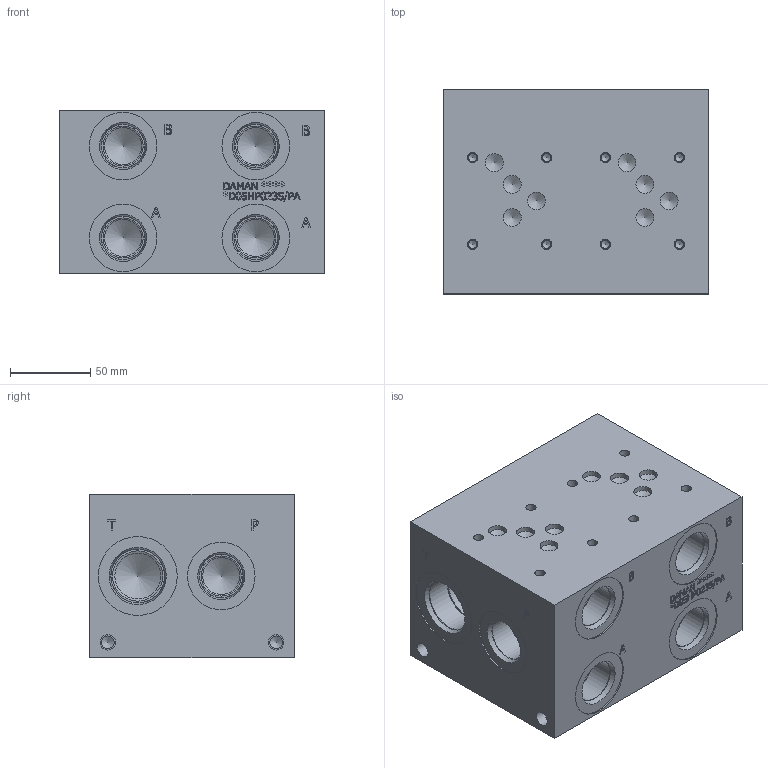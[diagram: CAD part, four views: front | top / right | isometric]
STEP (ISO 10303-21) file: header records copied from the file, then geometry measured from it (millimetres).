
FILE_DESCRIPTION(/* description */ (''),/* implementation_level */ '2;1');
FILE_NAME(/* name */ '_D05HP023S_PA.stp',/* time_stamp */ '2022-10-18T13:34:56-04:00',/* author */ ('mikeh'),/* organization */ (''),/* preprocessor_version */ 'ST-DEVELOPER v18',/* originating_system */ 'Autodesk Inventor 2020',/* authorisation */ '');
FILE_SCHEMA (('AUTOMOTIVE_DESIGN { 1 0 10303 214 3 1 1 }'));
Length unit declared in the file: millimetre
Products named in the file (1): Part_AD05HP023S_PA_3D
Bounding box: 165.1 x 127 x 101.6 mm (x, y, z)
Volume: 1947316.6 mm3; surface area: 130970.4 mm2
Topology: 1 solids, 1 shells, 656 faces, 1784 edges, 1205 vertices
Faces by surface type: plane 370, bspline 159, cylinder 73, cone 54
Full cylindrical faces by diameter (mm): 5.105 x8, 6.35 x8, 7.925 x4, 9.525 x4, 11.113 x2, 11.125 x6, 23.012 x6, 24.917 x6, 26.99 x2, 27 x4, 27.432 x6, 28.575 x2, 31.267 x2, 33.34 x1, 33.35 x1, 33.757 x2, 35.509 x1, 42.037 x6, 49.124 x2
Entity records: 21913 total; most frequent: CARTESIAN_POINT 5685, ORIENTED_EDGE 3512, DIRECTION 2707, EDGE_CURVE 1756, VERTEX_POINT 1205, LINE 1165, VECTOR 1165, AXIS2_PLACEMENT_3D 771
